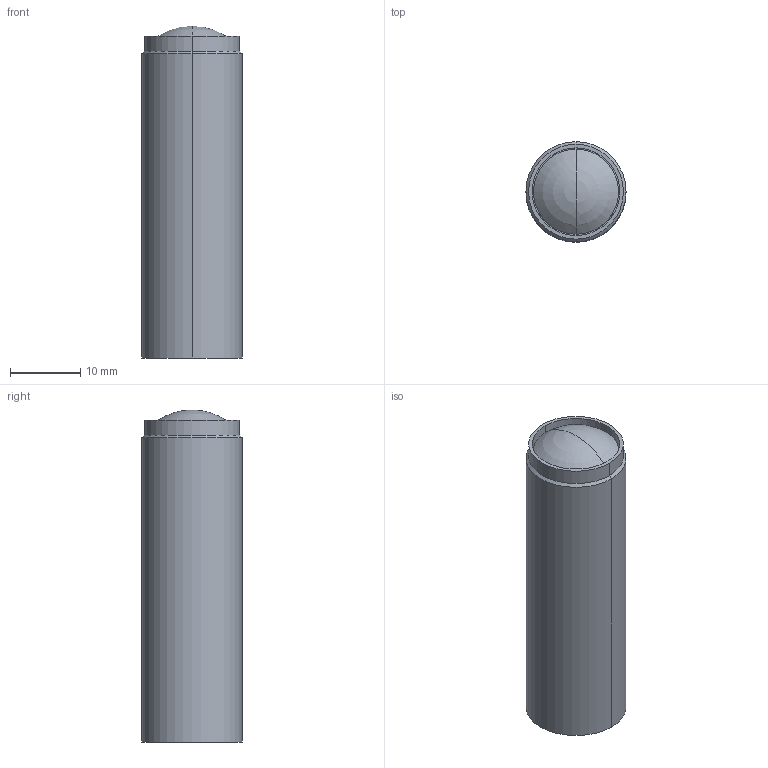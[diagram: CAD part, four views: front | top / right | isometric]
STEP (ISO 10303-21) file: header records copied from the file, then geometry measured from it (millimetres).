
FILE_DESCRIPTION((''),'2;1');
FILE_NAME('193325_ASM','2016-02-10T',('pdmadmin'),(''),'PRO/ENGINEER BY PARAMETRIC TECHNOLOGY CORPORATION, 2013230','PRO/ENGINEER BY PARAMETRIC TECHNOLOGY CORPORATION, 2013230','');
FILE_SCHEMA(('CONFIG_CONTROL_DESIGN'));
Length unit declared in the file: millimetre
Products named in the file (4): 11155; 11101; 11155_ASM; 193325_ASM
Assembly tree (3 placements, depth 3):
  193325_ASM
    11155_ASM
      11155
      11101
Bounding box: 14.22 x 14.22 x 47.15 mm (x, y, z)
Volume: 4049.2 mm3; surface area: 4119.2 mm2
Topology: 2 solids, 2 shells, 40 faces, 98 edges, 61 vertices
Faces by surface type: cylinder 24, bspline 6, cone 4, plane 4, sphere 2
Entity records: 2779 total; most frequent: CARTESIAN_POINT 1809, ORIENTED_EDGE 192, DIRECTION 165, EDGE_CURVE 96, AXIS2_PLACEMENT_3D 67, VERTEX_POINT 61, EDGE_LOOP 43, B_SPLINE_CURVE_WITH_KNOTS 41
